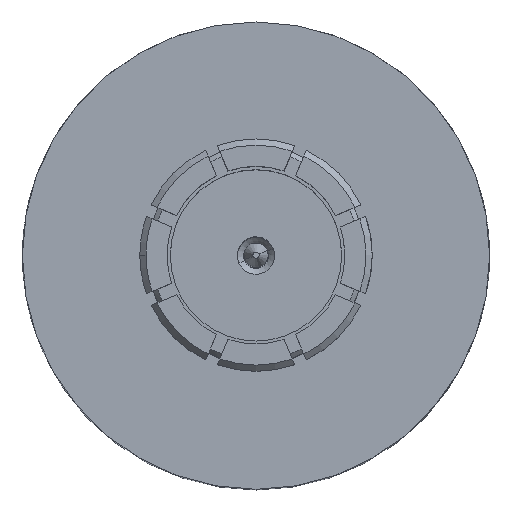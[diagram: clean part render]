
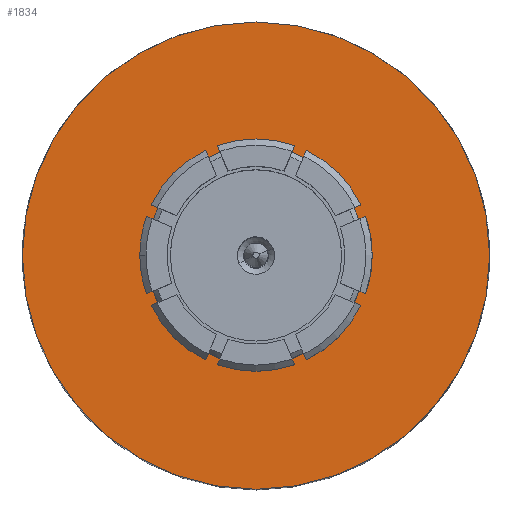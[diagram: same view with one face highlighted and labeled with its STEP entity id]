
A CAD part, top view. The second image highlights one B-rep face of the part: STEP entity #1834.
In plain terms, the highlighted planar face has unit normal (0, 0, 1).
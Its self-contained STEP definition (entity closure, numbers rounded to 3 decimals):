
#11 = CIRCLE ( 'NONE', #3369, 1.75 ) ;
#128 = EDGE_CURVE ( 'NONE', #3139, #2731, #11, .T. ) ;
#130 = VERTEX_POINT ( 'NONE', #3433 ) ;
#256 = CARTESIAN_POINT ( 'NONE',  ( -62.323, 20.229, 18.845 ) ) ;
#283 = AXIS2_PLACEMENT_3D ( 'NONE', #870, #2085, #1459 ) ;
#327 = DIRECTION ( 'NONE',  ( -1., 0., 0. ) ) ;
#572 = ORIENTED_EDGE ( 'NONE', *, *, #767, .F. ) ;
#767 = EDGE_CURVE ( 'NONE', #1227, #130, #2669, .T. ) ;
#809 = ORIENTED_EDGE ( 'NONE', *, *, #128, .T. ) ;
#870 = CARTESIAN_POINT ( 'NONE',  ( -60.573, 20.229, 18.845 ) ) ;
#1086 = CIRCLE ( 'NONE', #3054, 1.75 ) ;
#1123 = FACE_OUTER_BOUND ( 'NONE', #2116, .T. ) ;
#1156 = ORIENTED_EDGE ( 'NONE', *, *, #1232, .T. ) ;
#1209 = DIRECTION ( 'NONE',  ( -1., 0., 0. ) ) ;
#1227 = VERTEX_POINT ( 'NONE', #3020 ) ;
#1232 = EDGE_CURVE ( 'NONE', #2731, #3139, #1086, .T. ) ;
#1459 = DIRECTION ( 'NONE',  ( -1., 0., 0. ) ) ;
#1660 = AXIS2_PLACEMENT_3D ( 'NONE', #3601, #2093, #327 ) ;
#1834 = ADVANCED_FACE ( 'NONE', ( #1123, #2034 ), #2339, .F. ) ;
#2034 = FACE_BOUND ( 'NONE', #3861, .T. ) ;
#2085 = DIRECTION ( 'NONE',  ( 0., 0., -1. ) ) ;
#2093 = DIRECTION ( 'NONE',  ( 0., 0., -1. ) ) ;
#2116 = EDGE_LOOP ( 'NONE', ( #572, #2988 ) ) ;
#2225 = CARTESIAN_POINT ( 'NONE',  ( -60.573, 20.229, 18.845 ) ) ;
#2296 = CARTESIAN_POINT ( 'NONE',  ( -60.573, 20.229, 18.845 ) ) ;
#2339 = PLANE ( 'NONE',  #2993 ) ;
#2448 = DIRECTION ( 'NONE',  ( 0., 0., -1. ) ) ;
#2662 = DIRECTION ( 'NONE',  ( -1., 0., 0. ) ) ;
#2669 = CIRCLE ( 'NONE', #1660, 3.75 ) ;
#2731 = VERTEX_POINT ( 'NONE', #256 ) ;
#2770 = EDGE_CURVE ( 'NONE', #130, #1227, #3710, .T. ) ;
#2969 = CARTESIAN_POINT ( 'NONE',  ( -58.823, 20.229, 18.845 ) ) ;
#2988 = ORIENTED_EDGE ( 'NONE', *, *, #2770, .F. ) ;
#2993 = AXIS2_PLACEMENT_3D ( 'NONE', #2296, #3208, #2662 ) ;
#3020 = CARTESIAN_POINT ( 'NONE',  ( -64.323, 20.229, 18.845 ) ) ;
#3054 = AXIS2_PLACEMENT_3D ( 'NONE', #3257, #2448, #1209 ) ;
#3113 = DIRECTION ( 'NONE',  ( -1., 0., 0. ) ) ;
#3139 = VERTEX_POINT ( 'NONE', #2969 ) ;
#3208 = DIRECTION ( 'NONE',  ( 0., 0., -1. ) ) ;
#3257 = CARTESIAN_POINT ( 'NONE',  ( -60.573, 20.229, 18.845 ) ) ;
#3369 = AXIS2_PLACEMENT_3D ( 'NONE', #2225, #3778, #3113 ) ;
#3433 = CARTESIAN_POINT ( 'NONE',  ( -56.823, 20.229, 18.845 ) ) ;
#3601 = CARTESIAN_POINT ( 'NONE',  ( -60.573, 20.229, 18.845 ) ) ;
#3710 = CIRCLE ( 'NONE', #283, 3.75 ) ;
#3778 = DIRECTION ( 'NONE',  ( 0., 0., -1. ) ) ;
#3861 = EDGE_LOOP ( 'NONE', ( #1156, #809 ) ) ;
